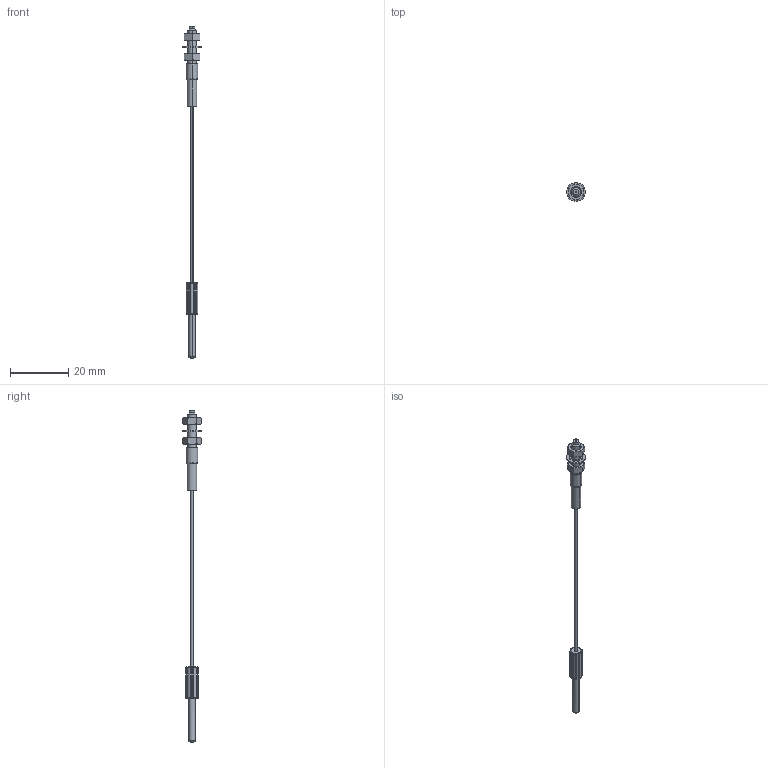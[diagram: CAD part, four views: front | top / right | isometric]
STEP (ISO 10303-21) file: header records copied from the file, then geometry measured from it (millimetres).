
FILE_DESCRIPTION((''),'2;1');
FILE_NAME('CAD2416_SW0001','2016-09-05T',('cmozuch'),(''),'PRO/ENGINEER BY PARAMETRIC TECHNOLOGY CORPORATION, 2015440','PRO/ENGINEER BY PARAMETRIC TECHNOLOGY CORPORATION, 2015440','');
FILE_SCHEMA(('CONFIG_CONTROL_DESIGN'));
Length unit declared in the file: millimetre
Products named in the file (1): CAD2416_SW0001
Bounding box: 6.4 x 6.4 x 113.7 mm (x, y, z)
Volume: 561.6 mm3; surface area: 959.6 mm2
Topology: 2 solids, 2 shells, 280 faces, 745 edges, 478 vertices
Faces by surface type: cylinder 131, bspline 48, plane 47, cone 38, torus 16
Entity records: 15142 total; most frequent: CARTESIAN_POINT 6457, ORIENTED_EDGE 1490, DIRECTION 1303, EDGE_CURVE 745, AXIS2_PLACEMENT_3D 540, VERTEX_POINT 478, CIRCLE 308, EDGE_LOOP 291
